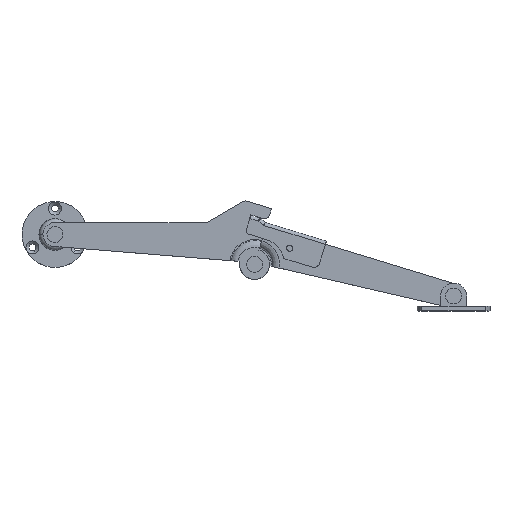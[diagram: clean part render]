
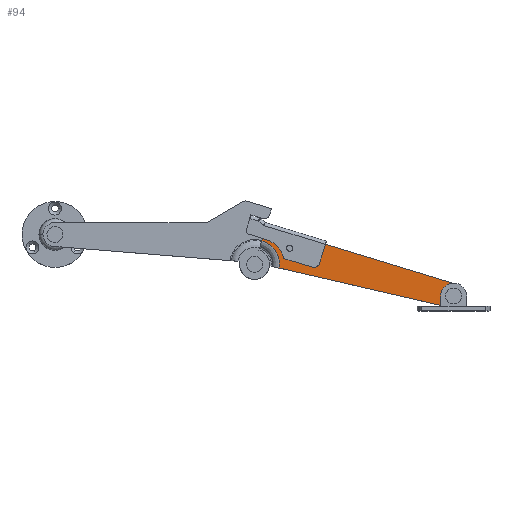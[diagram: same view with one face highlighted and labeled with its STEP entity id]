
A CAD part, top view. The second image highlights one B-rep face of the part: STEP entity #94.
In plain terms, the highlighted face is planar.
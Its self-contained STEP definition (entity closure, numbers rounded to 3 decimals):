
#80 = VERTEX_POINT ( 'NONE', #899 ) ;
#81 = ORIENTED_EDGE ( 'NONE', *, *, #82, .T. ) ;
#82 = EDGE_CURVE ( 'NONE', #80, #556, #894, .T. ) ;
#94 = ADVANCED_FACE ( 'NONE', ( #935, #934, #933 ), #932, .F. ) ;
#95 = EDGE_LOOP ( 'NONE', ( #96, #97 ) ) ;
#96 = ORIENTED_EDGE ( 'NONE', *, *, #618, .T. ) ;
#97 = ORIENTED_EDGE ( 'NONE', *, *, #98, .T. ) ;
#98 = EDGE_CURVE ( 'NONE', #616, #619, #927, .T. ) ;
#99 = EDGE_LOOP ( 'NONE', ( #100, #101, #147, #148, #149, #152, #155 ) ) ;
#100 = ORIENTED_EDGE ( 'NONE', *, *, #135, .F. ) ;
#101 = ORIENTED_EDGE ( 'NONE', *, *, #765, .T. ) ;
#119 = ORIENTED_EDGE ( 'NONE', *, *, #555, .T. ) ;
#120 = ORIENTED_EDGE ( 'NONE', *, *, #121, .T. ) ;
#121 = EDGE_CURVE ( 'NONE', #609, #122, #962, .T. ) ;
#122 = VERTEX_POINT ( 'NONE', #957 ) ;
#123 = ORIENTED_EDGE ( 'NONE', *, *, #124, .T. ) ;
#124 = EDGE_CURVE ( 'NONE', #122, #125, #956, .T. ) ;
#125 = VERTEX_POINT ( 'NONE', #952 ) ;
#126 = ORIENTED_EDGE ( 'NONE', *, *, #127, .T. ) ;
#127 = EDGE_CURVE ( 'NONE', #125, #80, #951, .T. ) ;
#135 = EDGE_CURVE ( 'NONE', #766, #136, #1001, .T. ) ;
#136 = VERTEX_POINT ( 'NONE', #997 ) ;
#147 = ORIENTED_EDGE ( 'NONE', *, *, #191, .F. ) ;
#148 = ORIENTED_EDGE ( 'NONE', *, *, #730, .F. ) ;
#149 = ORIENTED_EDGE ( 'NONE', *, *, #150, .F. ) ;
#150 = EDGE_CURVE ( 'NONE', #151, #550, #1041, .T. ) ;
#151 = VERTEX_POINT ( 'NONE', #1037 ) ;
#152 = ORIENTED_EDGE ( 'NONE', *, *, #153, .F. ) ;
#153 = EDGE_CURVE ( 'NONE', #154, #151, #1036, .T. ) ;
#154 = VERTEX_POINT ( 'NONE', #1032 ) ;
#155 = ORIENTED_EDGE ( 'NONE', *, *, #156, .F. ) ;
#156 = EDGE_CURVE ( 'NONE', #136, #154, #1031, .T. ) ;
#157 = EDGE_LOOP ( 'NONE', ( #119, #120, #123, #126, #81 ) ) ;
#191 = EDGE_CURVE ( 'NONE', #729, #763, #1058, .T. ) ;
#550 = VERTEX_POINT ( 'NONE', #1757 ) ;
#555 = EDGE_CURVE ( 'NONE', #556, #609, #1748, .T. ) ;
#556 = VERTEX_POINT ( 'NONE', #1743 ) ;
#609 = VERTEX_POINT ( 'NONE', #1885 ) ;
#616 = VERTEX_POINT ( 'NONE', #1873 ) ;
#618 = EDGE_CURVE ( 'NONE', #619, #616, #1871, .T. ) ;
#619 = VERTEX_POINT ( 'NONE', #1865 ) ;
#729 = VERTEX_POINT ( 'NONE', #2158 ) ;
#730 = EDGE_CURVE ( 'NONE', #550, #729, #2156, .T. ) ;
#763 = VERTEX_POINT ( 'NONE', #2223 ) ;
#765 = EDGE_CURVE ( 'NONE', #766, #763, #2222, .T. ) ;
#766 = VERTEX_POINT ( 'NONE', #2207 ) ;
#891 = DIRECTION ( 'NONE',  ( -1., 0., 0. ) ) ;
#892 = VECTOR ( 'NONE', #891, 1000. ) ;
#893 = CARTESIAN_POINT ( 'NONE',  ( -28., 15., 0. ) ) ;
#894 = LINE ( 'NONE', #893, #892 ) ;
#899 = CARTESIAN_POINT ( 'NONE',  ( -14., 15., 0. ) ) ;
#923 = DIRECTION ( 'NONE',  ( 1., 0., 0. ) ) ;
#924 = DIRECTION ( 'NONE',  ( 0., 0., 1. ) ) ;
#925 = CARTESIAN_POINT ( 'NONE',  ( -100., 14., 0. ) ) ;
#926 = AXIS2_PLACEMENT_3D ( 'NONE', #925, #924, #923 ) ;
#927 = CIRCLE ( 'NONE', #926, 2.1 ) ;
#928 = DIRECTION ( 'NONE',  ( 1., 0., 0. ) ) ;
#929 = DIRECTION ( 'NONE',  ( 0., 0., 1. ) ) ;
#930 = CARTESIAN_POINT ( 'NONE',  ( 0., 0., 0. ) ) ;
#931 = AXIS2_PLACEMENT_3D ( 'NONE', #930, #929, #928 ) ;
#932 = PLANE ( 'NONE',  #931 ) ;
#933 = FACE_BOUND ( 'NONE', #157, .T. ) ;
#934 = FACE_OUTER_BOUND ( 'NONE', #99, .T. ) ;
#935 = FACE_BOUND ( 'NONE', #95, .T. ) ;
#947 = DIRECTION ( 'NONE',  ( -1., 0., 0. ) ) ;
#948 = DIRECTION ( 'NONE',  ( 0., 0., 1. ) ) ;
#949 = CARTESIAN_POINT ( 'NONE',  ( -14., 13., 0. ) ) ;
#950 = AXIS2_PLACEMENT_3D ( 'NONE', #949, #948, #947 ) ;
#951 = CIRCLE ( 'NONE', #950, 2. ) ;
#952 = CARTESIAN_POINT ( 'NONE',  ( -14., 11., 0. ) ) ;
#953 = DIRECTION ( 'NONE',  ( 1., 0., 0. ) ) ;
#954 = VECTOR ( 'NONE', #953, 1000. ) ;
#955 = CARTESIAN_POINT ( 'NONE',  ( -14., 11., 0. ) ) ;
#956 = LINE ( 'NONE', #955, #954 ) ;
#957 = CARTESIAN_POINT ( 'NONE',  ( -28., 11., 0. ) ) ;
#958 = DIRECTION ( 'NONE',  ( -1., 0., 0. ) ) ;
#959 = DIRECTION ( 'NONE',  ( 0., 0., 1. ) ) ;
#960 = CARTESIAN_POINT ( 'NONE',  ( -28., 13., 0. ) ) ;
#961 = AXIS2_PLACEMENT_3D ( 'NONE', #960, #959, #958 ) ;
#962 = CIRCLE ( 'NONE', #961, 2. ) ;
#981 = CARTESIAN_POINT ( 'NONE',  ( -100., 14., 0. ) ) ;
#997 = CARTESIAN_POINT ( 'NONE',  ( 0., 18., 0. ) ) ;
#998 = DIRECTION ( 'NONE',  ( 0., 1., 0. ) ) ;
#999 = VECTOR ( 'NONE', #998, 1000. ) ;
#1000 = CARTESIAN_POINT ( 'NONE',  ( 0., 7.5, 0. ) ) ;
#1001 = LINE ( 'NONE', #1000, #999 ) ;
#1027 = DIRECTION ( 'NONE',  ( 1., 0., 0. ) ) ;
#1028 = DIRECTION ( 'NONE',  ( 0., 0., 1. ) ) ;
#1029 = CARTESIAN_POINT ( 'NONE',  ( -2., 18., 0. ) ) ;
#1030 = AXIS2_PLACEMENT_3D ( 'NONE', #1029, #1028, #1027 ) ;
#1031 = CIRCLE ( 'NONE', #1030, 2. ) ;
#1032 = CARTESIAN_POINT ( 'NONE',  ( -2., 20., 0. ) ) ;
#1033 = DIRECTION ( 'NONE',  ( -1., 0., 0. ) ) ;
#1034 = VECTOR ( 'NONE', #1033, 1000. ) ;
#1035 = CARTESIAN_POINT ( 'NONE',  ( -2., 20., 0. ) ) ;
#1036 = LINE ( 'NONE', #1035, #1034 ) ;
#1037 = CARTESIAN_POINT ( 'NONE',  ( -100., 20., 0. ) ) ;
#1038 = DIRECTION ( 'NONE',  ( 1., 0., 0. ) ) ;
#1039 = DIRECTION ( 'NONE',  ( 0., 0., 1. ) ) ;
#1040 = AXIS2_PLACEMENT_3D ( 'NONE', #981, #1039, #1038 ) ;
#1041 = CIRCLE ( 'NONE', #1040, 6. ) ;
#1055 = DIRECTION ( 'NONE',  ( 0.998, -0.07, 0. ) ) ;
#1056 = VECTOR ( 'NONE', #1055, 1000. ) ;
#1057 = CARTESIAN_POINT ( 'NONE',  ( -100.419, 8.015, 0. ) ) ;
#1058 = LINE ( 'NONE', #1057, #1056 ) ;
#1743 = CARTESIAN_POINT ( 'NONE',  ( -28., 15., 0. ) ) ;
#1744 = DIRECTION ( 'NONE',  ( -1., 0., 0. ) ) ;
#1745 = DIRECTION ( 'NONE',  ( 0., 0., 1. ) ) ;
#1746 = CARTESIAN_POINT ( 'NONE',  ( -28., 13., 0. ) ) ;
#1747 = AXIS2_PLACEMENT_3D ( 'NONE', #1746, #1745, #1744 ) ;
#1748 = CIRCLE ( 'NONE', #1747, 2. ) ;
#1757 = CARTESIAN_POINT ( 'NONE',  ( -106., 14., 0. ) ) ;
#1865 = CARTESIAN_POINT ( 'NONE',  ( -102.1, 14., 0. ) ) ;
#1866 = DIRECTION ( 'NONE',  ( 1., 0., 0. ) ) ;
#1867 = DIRECTION ( 'NONE',  ( 0., 0., 1. ) ) ;
#1868 = CARTESIAN_POINT ( 'NONE',  ( -100., 14., 0. ) ) ;
#1870 = AXIS2_PLACEMENT_3D ( 'NONE', #1868, #1867, #1866 ) ;
#1871 = CIRCLE ( 'NONE', #1870, 2.1 ) ;
#1873 = CARTESIAN_POINT ( 'NONE',  ( -97.9, 14., 0. ) ) ;
#1885 = CARTESIAN_POINT ( 'NONE',  ( -30., 13., 0. ) ) ;
#2152 = DIRECTION ( 'NONE',  ( 1., 0., 0. ) ) ;
#2153 = DIRECTION ( 'NONE',  ( 0., 0., 1. ) ) ;
#2154 = CARTESIAN_POINT ( 'NONE',  ( -100., 14., 0. ) ) ;
#2155 = AXIS2_PLACEMENT_3D ( 'NONE', #2154, #2153, #2152 ) ;
#2156 = CIRCLE ( 'NONE', #2155, 6. ) ;
#2158 = CARTESIAN_POINT ( 'NONE',  ( -100.419, 8.015, 0. ) ) ;
#2207 = CARTESIAN_POINT ( 'NONE',  ( 0., 12.464, 0. ) ) ;
#2208 = DIRECTION ( 'NONE',  ( -1., 0., 0. ) ) ;
#2209 = DIRECTION ( 'NONE',  ( 0., 0., 1. ) ) ;
#2210 = CARTESIAN_POINT ( 'NONE',  ( 0., 0., 0. ) ) ;
#2211 = AXIS2_PLACEMENT_3D ( 'NONE', #2210, #2209, #2208 ) ;
#2222 = CIRCLE ( 'NONE', #2211, 12.464 ) ;
#2223 = CARTESIAN_POINT ( 'NONE',  ( -12.325, 1.855, 0. ) ) ;
